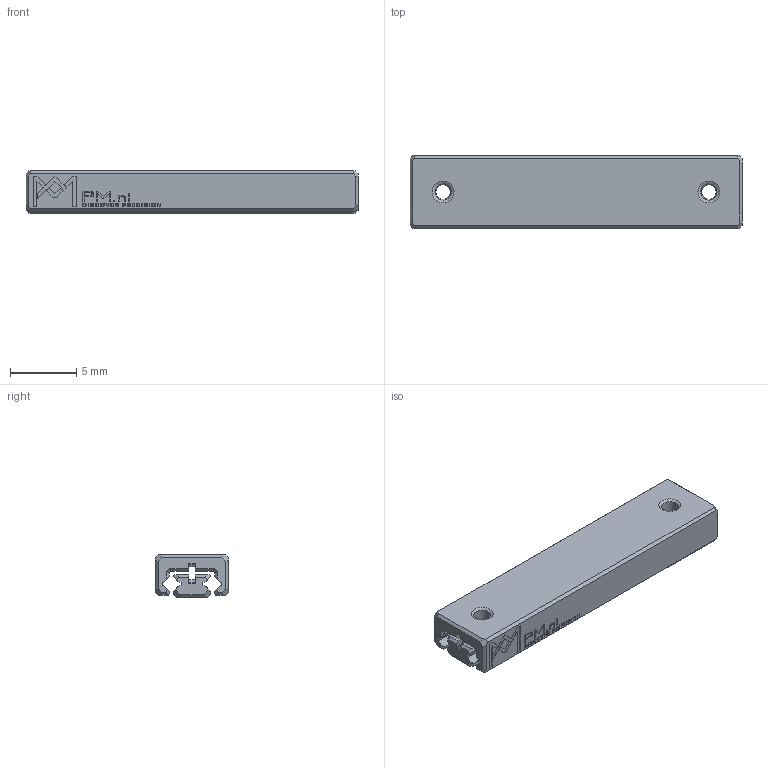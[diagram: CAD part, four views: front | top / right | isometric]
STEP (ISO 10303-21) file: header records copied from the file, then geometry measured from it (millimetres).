
FILE_DESCRIPTION(/* description */ (''),/* implementation_level */ '2;1');
FILE_NAME(/* name */ 'MSR 3-25.stp',/* time_stamp */ '2024-09-27T09:12:41+02:00',/* author */ (''),/* organization */ (''),/* preprocessor_version */ 'ST-DEVELOPER v16.7',/* originating_system */ 'SIEMENS PLM Software NX 12.0',/* authorisation */ '');
FILE_SCHEMA (('AUTOMOTIVE_DESIGN { 1 0 10303 214 3 1 1 1 }'));
Length unit declared in the file: millimetre
Products named in the file (1): 081721_B_1-Slide MSR 3-25 Assy_stp
Bounding box: 25 x 5.5 x 3.2 mm (x, y, z)
Volume: 330.2 mm3; surface area: 877.8 mm2
Topology: 2 solids, 2 shells, 1214 faces, 3432 edges, 2284 vertices
Faces by surface type: plane 1012, bspline 180, cone 16, cylinder 6
Full cylindrical faces by diameter (mm): 1.1 x2, 1.25 x2
Entity records: 43655 total; most frequent: CARTESIAN_POINT 9447, ORIENTED_EDGE 6840, DIRECTION 5170, EDGE_CURVE 3420, LINE 2988, VECTOR 2988, VERTEX_POINT 2280, EDGE_LOOP 1292
